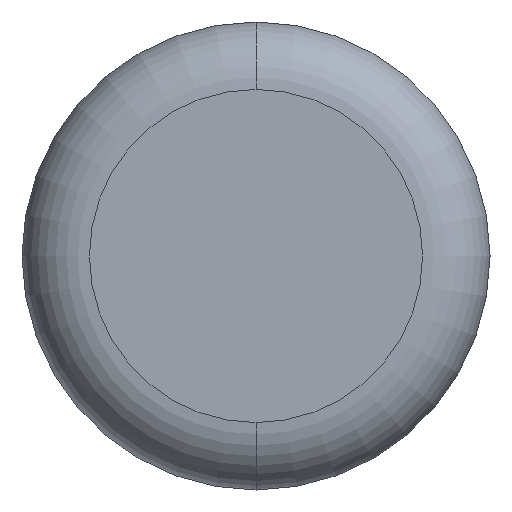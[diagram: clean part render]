
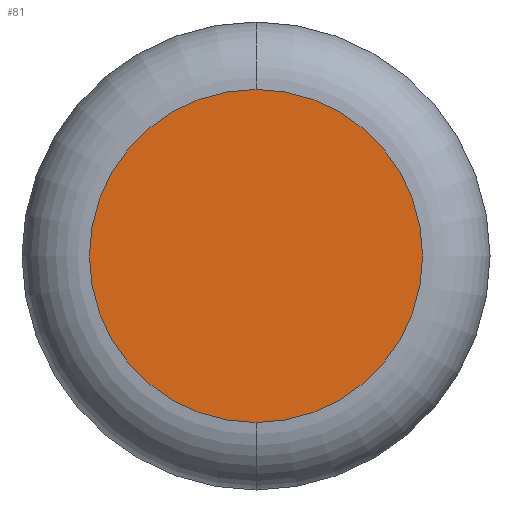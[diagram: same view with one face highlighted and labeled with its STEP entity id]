
A CAD part, front view. The second image highlights one B-rep face of the part: STEP entity #81.
In plain terms, the highlighted planar face has unit normal (0, -1, 0).
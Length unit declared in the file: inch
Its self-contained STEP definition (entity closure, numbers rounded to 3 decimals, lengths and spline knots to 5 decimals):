
#28 = EDGE_CURVE ( 'NONE', #391, #59, #252, .T. ) ;
#37 = FACE_OUTER_BOUND ( 'NONE', #182, .T. ) ;
#38 = CARTESIAN_POINT ( 'NONE',  ( 0., 0., -0.2225 ) ) ;
#45 = PLANE ( 'NONE',  #199 ) ;
#59 = VERTEX_POINT ( 'NONE', #71 ) ;
#71 = CARTESIAN_POINT ( 'NONE',  ( 0., 0., 0.2225 ) ) ;
#81 = ADVANCED_FACE ( 'NONE', ( #37 ), #45, .T. ) ;
#91 = DIRECTION ( 'NONE',  ( 0., 0., -1. ) ) ;
#103 = DIRECTION ( 'NONE',  ( 0., -1., 0. ) ) ;
#118 = AXIS2_PLACEMENT_3D ( 'NONE', #220, #173, #354 ) ;
#165 = CIRCLE ( 'NONE', #171, 0.2225 ) ;
#166 = DIRECTION ( 'NONE',  ( 0., 0., -1. ) ) ;
#167 = CARTESIAN_POINT ( 'NONE',  ( 0., 0., 0. ) ) ;
#171 = AXIS2_PLACEMENT_3D ( 'NONE', #167, #219, #91 ) ;
#173 = DIRECTION ( 'NONE',  ( 0., -1., 0. ) ) ;
#182 = EDGE_LOOP ( 'NONE', ( #277, #372 ) ) ;
#199 = AXIS2_PLACEMENT_3D ( 'NONE', #304, #103, #166 ) ;
#219 = DIRECTION ( 'NONE',  ( 0., -1., 0. ) ) ;
#220 = CARTESIAN_POINT ( 'NONE',  ( 0., 0., 0. ) ) ;
#252 = CIRCLE ( 'NONE', #118, 0.2225 ) ;
#277 = ORIENTED_EDGE ( 'NONE', *, *, #28, .T. ) ;
#304 = CARTESIAN_POINT ( 'NONE',  ( 0., 0., 0. ) ) ;
#354 = DIRECTION ( 'NONE',  ( 0., 0., -1. ) ) ;
#355 = EDGE_CURVE ( 'NONE', #59, #391, #165, .T. ) ;
#372 = ORIENTED_EDGE ( 'NONE', *, *, #355, .T. ) ;
#391 = VERTEX_POINT ( 'NONE', #38 ) ;
